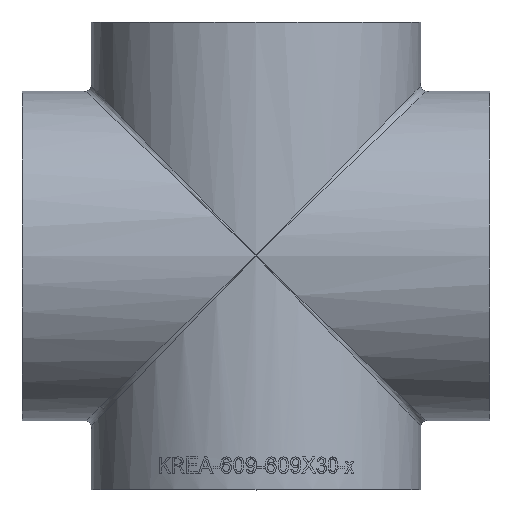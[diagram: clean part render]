
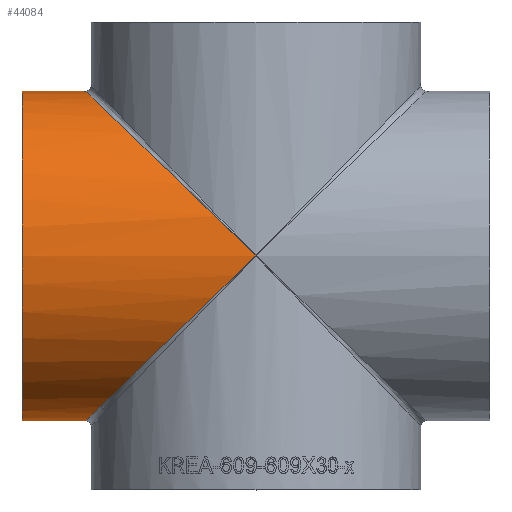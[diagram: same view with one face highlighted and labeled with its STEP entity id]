
A CAD part, top view. The second image highlights one B-rep face of the part: STEP entity #44084.
In plain terms, the highlighted cylindrical face has radius 304.8 mm (diameter 609.6 mm), a full revolution.
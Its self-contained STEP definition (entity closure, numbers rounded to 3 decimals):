
#361 = CYLINDRICAL_SURFACE ( 'NONE', #21655, 304.8 ) ;
#3043 = ORIENTED_EDGE ( 'NONE', *, *, #3184, .T. ) ;
#3184 = EDGE_CURVE ( 'NONE', #27457, #22793, #14544, .T. ) ;
#3288 = CARTESIAN_POINT ( 'NONE',  ( 0., 0., -304.8 ) ) ;
#3588 = CARTESIAN_POINT ( 'NONE',  ( 0., 0., 304.8 ) ) ;
#12227 = CARTESIAN_POINT ( 'NONE',  ( -432., 0., 304.8 ) ) ;
#14298 = CARTESIAN_POINT ( 'NONE',  ( -432., 0., 0. ) ) ;
#14544 =( BOUNDED_CURVE ( )  B_SPLINE_CURVE ( 3, ( #3288, #25073, #39082, #3588 ),
 .UNSPECIFIED., .F., .F. ) 
 B_SPLINE_CURVE_WITH_KNOTS ( ( 4, 4 ),
 ( 4.712, 7.854 ),
 .UNSPECIFIED. ) 
 CURVE ( )  GEOMETRIC_REPRESENTATION_ITEM ( )  RATIONAL_B_SPLINE_CURVE ( ( 1., 0.333, 0.333, 1. ) ) 
 REPRESENTATION_ITEM ( '' )  );
#16519 = AXIS2_PLACEMENT_3D ( 'NONE', #14298, #41422, #19364 ) ;
#18878 = ORIENTED_EDGE ( 'NONE', *, *, #57166, .T. ) ;
#19364 = DIRECTION ( 'NONE',  ( 0., 0., 1. ) ) ;
#21104 = CARTESIAN_POINT ( 'NONE',  ( 0., 0., -304.8 ) ) ;
#21655 = AXIS2_PLACEMENT_3D ( 'NONE', #50446, #32559, #28094 ) ;
#22578 =( BOUNDED_CURVE ( )  B_SPLINE_CURVE ( 3, ( #40416, #35936, #54137, #54424 ),
 .UNSPECIFIED., .F., .F. ) 
 B_SPLINE_CURVE_WITH_KNOTS ( ( 4, 4 ),
 ( 4.712, 7.854 ),
 .UNSPECIFIED. ) 
 CURVE ( )  GEOMETRIC_REPRESENTATION_ITEM ( )  RATIONAL_B_SPLINE_CURVE ( ( 1., 0.333, 0.333, 1. ) ) 
 REPRESENTATION_ITEM ( '' )  );
#22793 = VERTEX_POINT ( 'NONE', #34343 ) ;
#25073 = CARTESIAN_POINT ( 'NONE',  ( -629.6, -609.6, -304.8 ) ) ;
#27457 = VERTEX_POINT ( 'NONE', #21104 ) ;
#28094 = DIRECTION ( 'NONE',  ( 0., 0., 1. ) ) ;
#28458 = EDGE_CURVE ( 'NONE', #53064, #53064, #45068, .T. ) ;
#31973 = FACE_OUTER_BOUND ( 'NONE', #50734, .T. ) ;
#32559 = DIRECTION ( 'NONE',  ( -1., 0., 0. ) ) ;
#34343 = CARTESIAN_POINT ( 'NONE',  ( 0., 0., 304.8 ) ) ;
#34926 = EDGE_LOOP ( 'NONE', ( #3043, #18878 ) ) ;
#35936 = CARTESIAN_POINT ( 'NONE',  ( -629.6, 609.6, 304.8 ) ) ;
#39082 = CARTESIAN_POINT ( 'NONE',  ( -629.6, -609.6, 304.8 ) ) ;
#40416 = CARTESIAN_POINT ( 'NONE',  ( 0., 0., 304.8 ) ) ;
#41220 = FACE_OUTER_BOUND ( 'NONE', #34926, .T. ) ;
#41422 = DIRECTION ( 'NONE',  ( -1., 0., 0. ) ) ;
#44084 = ADVANCED_FACE ( 'NONE', ( #31973, #41220 ), #361, .T. ) ;
#45068 = CIRCLE ( 'NONE', #16519, 304.8 ) ;
#50446 = CARTESIAN_POINT ( 'NONE',  ( 432., 0., 0. ) ) ;
#50734 = EDGE_LOOP ( 'NONE', ( #58598 ) ) ;
#53064 = VERTEX_POINT ( 'NONE', #12227 ) ;
#54137 = CARTESIAN_POINT ( 'NONE',  ( -629.6, 609.6, -304.8 ) ) ;
#54424 = CARTESIAN_POINT ( 'NONE',  ( 0., 0., -304.8 ) ) ;
#57166 = EDGE_CURVE ( 'NONE', #22793, #27457, #22578, .T. ) ;
#58598 = ORIENTED_EDGE ( 'NONE', *, *, #28458, .F. ) ;
